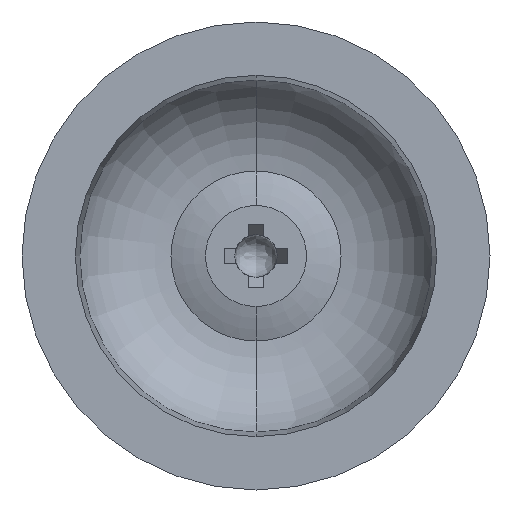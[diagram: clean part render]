
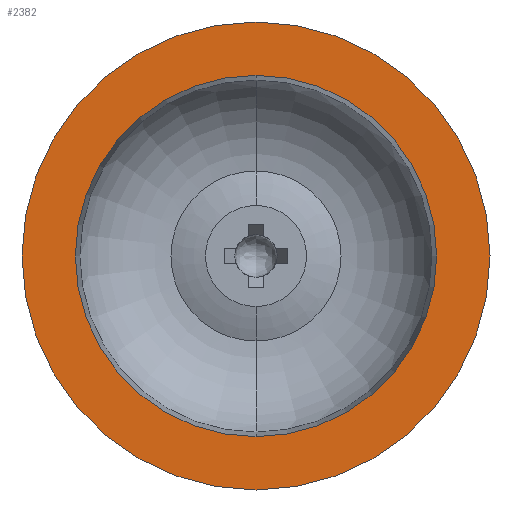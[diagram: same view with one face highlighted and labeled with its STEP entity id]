
A CAD part, front view. The second image highlights one B-rep face of the part: STEP entity #2382.
In plain terms, the highlighted planar face has unit normal (0, -1, 0).
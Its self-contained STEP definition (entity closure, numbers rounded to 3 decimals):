
#1 = DIRECTION ( 'NONE',  ( 0., 1., 0. ) ) ;
#59 = CARTESIAN_POINT ( 'NONE',  ( 0., 0., 0. ) ) ;
#122 = EDGE_CURVE ( 'NONE', #171, #1433, #1634, .T. ) ;
#127 = DIRECTION ( 'NONE',  ( 0., -1., 0. ) ) ;
#171 = VERTEX_POINT ( 'NONE', #1612 ) ;
#233 = VERTEX_POINT ( 'NONE', #2320 ) ;
#297 = FACE_OUTER_BOUND ( 'NONE', #1332, .T. ) ;
#339 = CIRCLE ( 'NONE', #2206, 22. ) ;
#437 = EDGE_CURVE ( 'NONE', #1433, #171, #593, .T. ) ;
#550 = ORIENTED_EDGE ( 'NONE', *, *, #1493, .F. ) ;
#593 = CIRCLE ( 'NONE', #1588, 16.985 ) ;
#632 = DIRECTION ( 'NONE',  ( 0., 0., -1. ) ) ;
#951 = ORIENTED_EDGE ( 'NONE', *, *, #122, .F. ) ;
#1036 = VERTEX_POINT ( 'NONE', #2044 ) ;
#1114 = DIRECTION ( 'NONE',  ( 0., 1., 0. ) ) ;
#1209 = DIRECTION ( 'NONE',  ( 0., 0., 1. ) ) ;
#1225 = CIRCLE ( 'NONE', #1569, 22. ) ;
#1273 = CARTESIAN_POINT ( 'NONE',  ( 0., 0., 0. ) ) ;
#1298 = DIRECTION ( 'NONE',  ( 0., 0., -1. ) ) ;
#1318 = FACE_BOUND ( 'NONE', #1770, .T. ) ;
#1332 = EDGE_LOOP ( 'NONE', ( #2239, #550 ) ) ;
#1433 = VERTEX_POINT ( 'NONE', #2287 ) ;
#1441 = DIRECTION ( 'NONE',  ( 0., -1., 0. ) ) ;
#1493 = EDGE_CURVE ( 'NONE', #1036, #233, #339, .T. ) ;
#1569 = AXIS2_PLACEMENT_3D ( 'NONE', #2303, #1114, #1298 ) ;
#1588 = AXIS2_PLACEMENT_3D ( 'NONE', #1273, #127, #1680 ) ;
#1612 = CARTESIAN_POINT ( 'NONE',  ( 0., 0., -16.985 ) ) ;
#1634 = CIRCLE ( 'NONE', #2309, 16.985 ) ;
#1680 = DIRECTION ( 'NONE',  ( 0., 0., -1. ) ) ;
#1770 = EDGE_LOOP ( 'NONE', ( #951, #2235 ) ) ;
#1972 = CARTESIAN_POINT ( 'NONE',  ( 0., 0., 0. ) ) ;
#1982 = EDGE_CURVE ( 'NONE', #233, #1036, #1225, .T. ) ;
#2029 = AXIS2_PLACEMENT_3D ( 'NONE', #2203, #2401, #1209 ) ;
#2044 = CARTESIAN_POINT ( 'NONE',  ( 0., 0., 22. ) ) ;
#2164 = DIRECTION ( 'NONE',  ( 0., 0., -1. ) ) ;
#2203 = CARTESIAN_POINT ( 'NONE',  ( -22., 0., 0. ) ) ;
#2206 = AXIS2_PLACEMENT_3D ( 'NONE', #1972, #1, #2164 ) ;
#2220 = PLANE ( 'NONE',  #2029 ) ;
#2235 = ORIENTED_EDGE ( 'NONE', *, *, #437, .F. ) ;
#2239 = ORIENTED_EDGE ( 'NONE', *, *, #1982, .F. ) ;
#2287 = CARTESIAN_POINT ( 'NONE',  ( 0., 0., 16.985 ) ) ;
#2303 = CARTESIAN_POINT ( 'NONE',  ( 0., 0., 0. ) ) ;
#2309 = AXIS2_PLACEMENT_3D ( 'NONE', #59, #1441, #632 ) ;
#2320 = CARTESIAN_POINT ( 'NONE',  ( 0., 0., -22. ) ) ;
#2382 = ADVANCED_FACE ( 'NONE', ( #1318, #297 ), #2220, .F. ) ;
#2401 = DIRECTION ( 'NONE',  ( 0., 1., 0. ) ) ;
